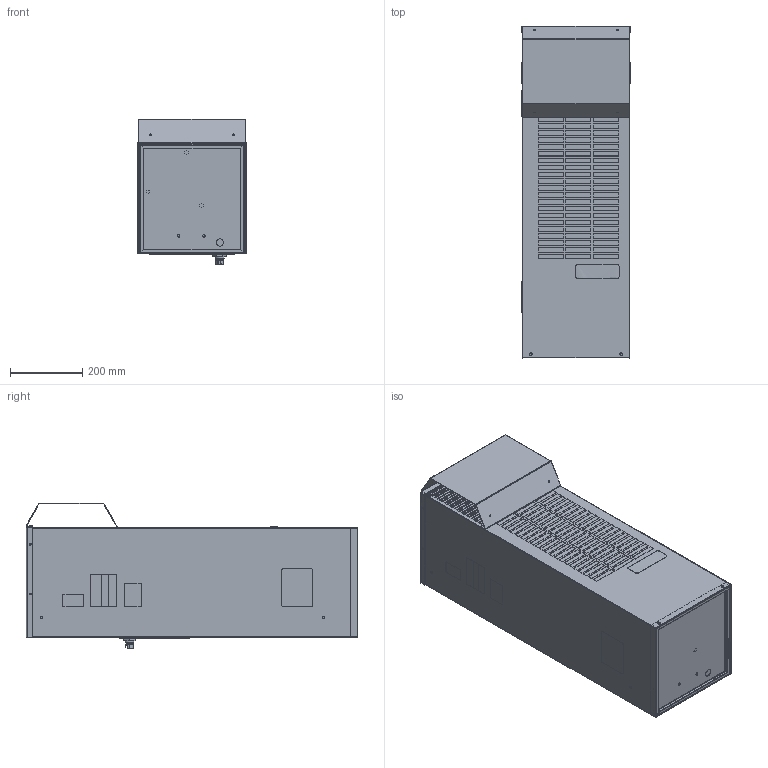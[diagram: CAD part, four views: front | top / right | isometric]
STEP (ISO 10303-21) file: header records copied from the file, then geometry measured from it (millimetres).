
FILE_DESCRIPTION (( 'STEP AP203' ), '1' );
FILE_NAME ('13383636158_Default.step', '2025-03-21T19:49:42', ( 'Windows User' ), ( 'AUTOMATION DIRECT' ), 'SwSTEP 2.0', 'SolidWorks 2024', '' );
FILE_SCHEMA (( 'CONFIG_CONTROL_DESIGN' ));
Length unit declared in the file: inch
Products named in the file (1): 13383636158_Default
Bounding box: 301.7 x 918.6 x 402.05 mm (x, y, z)
Volume: 81223630.1 mm3; surface area: 2608691.7 mm2
Topology: 1 solids, 2 shells, 1788 faces, 5005 edges, 3252 vertices
Faces by surface type: plane 1242, cylinder 493, bspline 36, sphere 8, torus 6, cone 3
Full cylindrical faces by diameter (mm): 4.2 x2
Entity records: 63071 total; most frequent: CARTESIAN_POINT 15362, ORIENTED_EDGE 9986, DIRECTION 9351, EDGE_CURVE 4993, LINE 3907, VECTOR 3907, VERTEX_POINT 3250, AXIS2_PLACEMENT_3D 2722
